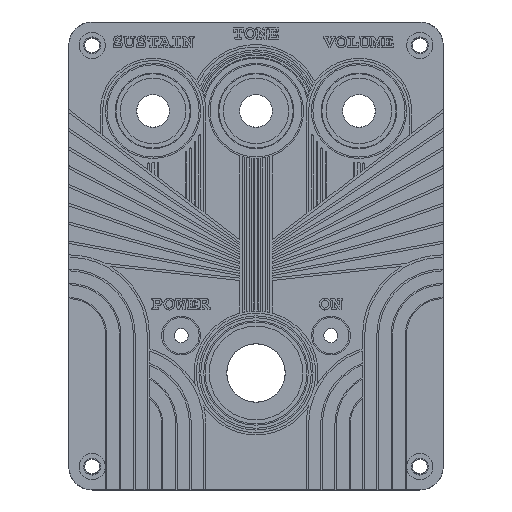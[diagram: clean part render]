
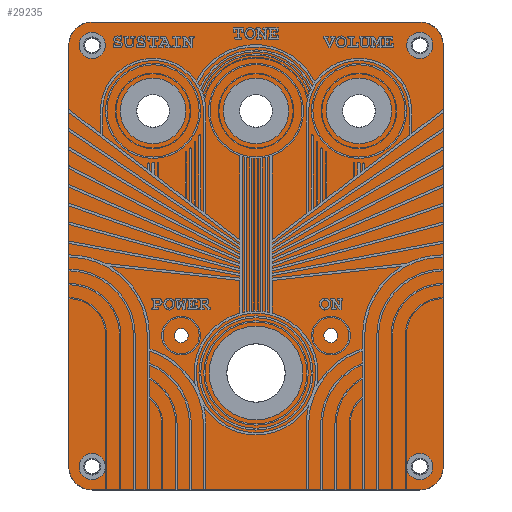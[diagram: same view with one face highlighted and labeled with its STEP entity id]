
A CAD part, top view. The second image highlights one B-rep face of the part: STEP entity #29235.
In plain terms, the highlighted planar face has unit normal (0, 0, 1).
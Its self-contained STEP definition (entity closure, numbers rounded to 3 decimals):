
#29235 = ADVANCED_FACE('',(#29236,#29370,#29381,#29392,#29403,#29414,
    #29425,#29436,#29447,#29458,#29469),#29480,.T.);
#29236 = FACE_BOUND('',#29237,.F.);
#29237 = EDGE_LOOP('',(#29238,#29249,#29257,#29265,#29273,#29282,#29290,
    #29298,#29306,#29315,#29323,#29331,#29339,#29348,#29356,#29364));
#29238 = ORIENTED_EDGE('',*,*,#29239,.T.);
#29239 = EDGE_CURVE('',#29240,#29242,#29244,.T.);
#29240 = VERTEX_POINT('',#29241);
#29241 = CARTESIAN_POINT('',(0.002,-4.782,1.56));
#29242 = VERTEX_POINT('',#29243);
#29243 = CARTESIAN_POINT('',(4.782,-0.002,1.56));
#29244 = CIRCLE('',#29245,5.002);
#29245 = AXIS2_PLACEMENT_3D('',#29246,#29247,#29248);
#29246 = CARTESIAN_POINT('',(5.,-5.,1.56));
#29247 = DIRECTION('',(0.,0.,-1.));
#29248 = DIRECTION('',(-0.999,0.044,0.));
#29249 = ORIENTED_EDGE('',*,*,#29250,.T.);
#29250 = EDGE_CURVE('',#29242,#29251,#29253,.T.);
#29251 = VERTEX_POINT('',#29252);
#29252 = CARTESIAN_POINT('',(5.,-0.,1.56));
#29253 = LINE('',#29254,#29255);
#29254 = CARTESIAN_POINT('',(4.782,-0.002,1.56));
#29255 = VECTOR('',#29256,1.);
#29256 = DIRECTION('',(1.,0.011,0.));
#29257 = ORIENTED_EDGE('',*,*,#29258,.T.);
#29258 = EDGE_CURVE('',#29251,#29259,#29261,.T.);
#29259 = VERTEX_POINT('',#29260);
#29260 = CARTESIAN_POINT('',(75.,-0.,1.56));
#29261 = LINE('',#29262,#29263);
#29262 = CARTESIAN_POINT('',(5.,-0.,1.56));
#29263 = VECTOR('',#29264,1.);
#29264 = DIRECTION('',(1.,0.,0.));
#29265 = ORIENTED_EDGE('',*,*,#29266,.T.);
#29266 = EDGE_CURVE('',#29259,#29267,#29269,.T.);
#29267 = VERTEX_POINT('',#29268);
#29268 = CARTESIAN_POINT('',(75.218,-0.002,1.56));
#29269 = LINE('',#29270,#29271);
#29270 = CARTESIAN_POINT('',(75.,-0.,1.56));
#29271 = VECTOR('',#29272,1.);
#29272 = DIRECTION('',(1.,-0.011,0.));
#29273 = ORIENTED_EDGE('',*,*,#29274,.T.);
#29274 = EDGE_CURVE('',#29267,#29275,#29277,.T.);
#29275 = VERTEX_POINT('',#29276);
#29276 = CARTESIAN_POINT('',(79.998,-4.782,1.56));
#29277 = CIRCLE('',#29278,5.002);
#29278 = AXIS2_PLACEMENT_3D('',#29279,#29280,#29281);
#29279 = CARTESIAN_POINT('',(75.,-5.,1.56));
#29280 = DIRECTION('',(0.,0.,-1.));
#29281 = DIRECTION('',(0.044,0.999,0.));
#29282 = ORIENTED_EDGE('',*,*,#29283,.T.);
#29283 = EDGE_CURVE('',#29275,#29284,#29286,.T.);
#29284 = VERTEX_POINT('',#29285);
#29285 = CARTESIAN_POINT('',(80.,-5.,1.56));
#29286 = LINE('',#29287,#29288);
#29287 = CARTESIAN_POINT('',(79.998,-4.782,1.56));
#29288 = VECTOR('',#29289,1.);
#29289 = DIRECTION('',(0.011,-1.,0.));
#29290 = ORIENTED_EDGE('',*,*,#29291,.T.);
#29291 = EDGE_CURVE('',#29284,#29292,#29294,.T.);
#29292 = VERTEX_POINT('',#29293);
#29293 = CARTESIAN_POINT('',(80.,-95.,1.56));
#29294 = LINE('',#29295,#29296);
#29295 = CARTESIAN_POINT('',(80.,-5.,1.56));
#29296 = VECTOR('',#29297,1.);
#29297 = DIRECTION('',(0.,-1.,0.));
#29298 = ORIENTED_EDGE('',*,*,#29299,.T.);
#29299 = EDGE_CURVE('',#29292,#29300,#29302,.T.);
#29300 = VERTEX_POINT('',#29301);
#29301 = CARTESIAN_POINT('',(79.998,-95.218,1.56));
#29302 = LINE('',#29303,#29304);
#29303 = CARTESIAN_POINT('',(80.,-95.,1.56));
#29304 = VECTOR('',#29305,1.);
#29305 = DIRECTION('',(-0.011,-1.,0.));
#29306 = ORIENTED_EDGE('',*,*,#29307,.T.);
#29307 = EDGE_CURVE('',#29300,#29308,#29310,.T.);
#29308 = VERTEX_POINT('',#29309);
#29309 = CARTESIAN_POINT('',(75.218,-99.998,1.56));
#29310 = CIRCLE('',#29311,5.002);
#29311 = AXIS2_PLACEMENT_3D('',#29312,#29313,#29314);
#29312 = CARTESIAN_POINT('',(75.,-95.,1.56));
#29313 = DIRECTION('',(0.,0.,-1.));
#29314 = DIRECTION('',(0.999,-0.044,0.));
#29315 = ORIENTED_EDGE('',*,*,#29316,.T.);
#29316 = EDGE_CURVE('',#29308,#29317,#29319,.T.);
#29317 = VERTEX_POINT('',#29318);
#29318 = CARTESIAN_POINT('',(75.,-100.,1.56));
#29319 = LINE('',#29320,#29321);
#29320 = CARTESIAN_POINT('',(75.218,-99.998,1.56));
#29321 = VECTOR('',#29322,1.);
#29322 = DIRECTION('',(-1.,-0.011,0.));
#29323 = ORIENTED_EDGE('',*,*,#29324,.T.);
#29324 = EDGE_CURVE('',#29317,#29325,#29327,.T.);
#29325 = VERTEX_POINT('',#29326);
#29326 = CARTESIAN_POINT('',(5.,-100.,1.56));
#29327 = LINE('',#29328,#29329);
#29328 = CARTESIAN_POINT('',(75.,-100.,1.56));
#29329 = VECTOR('',#29330,1.);
#29330 = DIRECTION('',(-1.,0.,0.));
#29331 = ORIENTED_EDGE('',*,*,#29332,.T.);
#29332 = EDGE_CURVE('',#29325,#29333,#29335,.T.);
#29333 = VERTEX_POINT('',#29334);
#29334 = CARTESIAN_POINT('',(4.782,-99.998,1.56));
#29335 = LINE('',#29336,#29337);
#29336 = CARTESIAN_POINT('',(5.,-100.,1.56));
#29337 = VECTOR('',#29338,1.);
#29338 = DIRECTION('',(-1.,0.011,0.));
#29339 = ORIENTED_EDGE('',*,*,#29340,.T.);
#29340 = EDGE_CURVE('',#29333,#29341,#29343,.T.);
#29341 = VERTEX_POINT('',#29342);
#29342 = CARTESIAN_POINT('',(0.002,-95.218,1.56));
#29343 = CIRCLE('',#29344,5.002);
#29344 = AXIS2_PLACEMENT_3D('',#29345,#29346,#29347);
#29345 = CARTESIAN_POINT('',(5.,-95.,1.56));
#29346 = DIRECTION('',(0.,0.,-1.));
#29347 = DIRECTION('',(-0.044,-0.999,-0.));
#29348 = ORIENTED_EDGE('',*,*,#29349,.T.);
#29349 = EDGE_CURVE('',#29341,#29350,#29352,.T.);
#29350 = VERTEX_POINT('',#29351);
#29351 = CARTESIAN_POINT('',(0.,-95.,1.56));
#29352 = LINE('',#29353,#29354);
#29353 = CARTESIAN_POINT('',(0.002,-95.218,1.56));
#29354 = VECTOR('',#29355,1.);
#29355 = DIRECTION('',(-0.011,1.,0.));
#29356 = ORIENTED_EDGE('',*,*,#29357,.T.);
#29357 = EDGE_CURVE('',#29350,#29358,#29360,.T.);
#29358 = VERTEX_POINT('',#29359);
#29359 = CARTESIAN_POINT('',(0.,-5.,1.56));
#29360 = LINE('',#29361,#29362);
#29361 = CARTESIAN_POINT('',(0.,-95.,1.56));
#29362 = VECTOR('',#29363,1.);
#29363 = DIRECTION('',(0.,1.,0.));
#29364 = ORIENTED_EDGE('',*,*,#29365,.T.);
#29365 = EDGE_CURVE('',#29358,#29240,#29366,.T.);
#29366 = LINE('',#29367,#29368);
#29367 = CARTESIAN_POINT('',(0.,-5.,1.56));
#29368 = VECTOR('',#29369,1.);
#29369 = DIRECTION('',(0.011,1.,0.));
#29370 = FACE_BOUND('',#29371,.F.);
#29371 = EDGE_LOOP('',(#29372));
#29372 = ORIENTED_EDGE('',*,*,#29373,.T.);
#29373 = EDGE_CURVE('',#29374,#29374,#29376,.T.);
#29374 = VERTEX_POINT('',#29375);
#29375 = CARTESIAN_POINT('',(7.8,-95.,1.56));
#29376 = CIRCLE('',#29377,2.8);
#29377 = AXIS2_PLACEMENT_3D('',#29378,#29379,#29380);
#29378 = CARTESIAN_POINT('',(5.,-95.,1.56));
#29379 = DIRECTION('',(0.,0.,1.));
#29380 = DIRECTION('',(1.,0.,-0.));
#29381 = FACE_BOUND('',#29382,.F.);
#29382 = EDGE_LOOP('',(#29383));
#29383 = ORIENTED_EDGE('',*,*,#29384,.T.);
#29384 = EDGE_CURVE('',#29385,#29385,#29387,.T.);
#29385 = VERTEX_POINT('',#29386);
#29386 = CARTESIAN_POINT('',(77.8,-95.,1.56));
#29387 = CIRCLE('',#29388,2.8);
#29388 = AXIS2_PLACEMENT_3D('',#29389,#29390,#29391);
#29389 = CARTESIAN_POINT('',(75.,-95.,1.56));
#29390 = DIRECTION('',(0.,0.,1.));
#29391 = DIRECTION('',(1.,0.,-0.));
#29392 = FACE_BOUND('',#29393,.F.);
#29393 = EDGE_LOOP('',(#29394));
#29394 = ORIENTED_EDGE('',*,*,#29395,.T.);
#29395 = EDGE_CURVE('',#29396,#29396,#29398,.T.);
#29396 = VERTEX_POINT('',#29397);
#29397 = CARTESIAN_POINT('',(50.,-75.,1.56));
#29398 = CIRCLE('',#29399,10.);
#29399 = AXIS2_PLACEMENT_3D('',#29400,#29401,#29402);
#29400 = CARTESIAN_POINT('',(40.,-75.,1.56));
#29401 = DIRECTION('',(0.,0.,1.));
#29402 = DIRECTION('',(1.,0.,-0.));
#29403 = FACE_BOUND('',#29404,.F.);
#29404 = EDGE_LOOP('',(#29405));
#29405 = ORIENTED_EDGE('',*,*,#29406,.T.);
#29406 = EDGE_CURVE('',#29407,#29407,#29409,.T.);
#29407 = VERTEX_POINT('',#29408);
#29408 = CARTESIAN_POINT('',(25.5,-67.,1.56));
#29409 = CIRCLE('',#29410,1.5);
#29410 = AXIS2_PLACEMENT_3D('',#29411,#29412,#29413);
#29411 = CARTESIAN_POINT('',(24.,-67.,1.56));
#29412 = DIRECTION('',(0.,0.,1.));
#29413 = DIRECTION('',(1.,0.,-0.));
#29414 = FACE_BOUND('',#29415,.F.);
#29415 = EDGE_LOOP('',(#29416));
#29416 = ORIENTED_EDGE('',*,*,#29417,.T.);
#29417 = EDGE_CURVE('',#29418,#29418,#29420,.T.);
#29418 = VERTEX_POINT('',#29419);
#29419 = CARTESIAN_POINT('',(57.5,-67.,1.56));
#29420 = CIRCLE('',#29421,1.5);
#29421 = AXIS2_PLACEMENT_3D('',#29422,#29423,#29424);
#29422 = CARTESIAN_POINT('',(56.,-67.,1.56));
#29423 = DIRECTION('',(0.,0.,1.));
#29424 = DIRECTION('',(1.,0.,-0.));
#29425 = FACE_BOUND('',#29426,.F.);
#29426 = EDGE_LOOP('',(#29427));
#29427 = ORIENTED_EDGE('',*,*,#29428,.T.);
#29428 = EDGE_CURVE('',#29429,#29429,#29431,.T.);
#29429 = VERTEX_POINT('',#29430);
#29430 = CARTESIAN_POINT('',(25.,-19.,1.56));
#29431 = CIRCLE('',#29432,7.);
#29432 = AXIS2_PLACEMENT_3D('',#29433,#29434,#29435);
#29433 = CARTESIAN_POINT('',(18.,-19.,1.56));
#29434 = DIRECTION('',(0.,0.,1.));
#29435 = DIRECTION('',(1.,0.,-0.));
#29436 = FACE_BOUND('',#29437,.F.);
#29437 = EDGE_LOOP('',(#29438));
#29438 = ORIENTED_EDGE('',*,*,#29439,.T.);
#29439 = EDGE_CURVE('',#29440,#29440,#29442,.T.);
#29440 = VERTEX_POINT('',#29441);
#29441 = CARTESIAN_POINT('',(47.,-19.,1.56));
#29442 = CIRCLE('',#29443,7.);
#29443 = AXIS2_PLACEMENT_3D('',#29444,#29445,#29446);
#29444 = CARTESIAN_POINT('',(40.,-19.,1.56));
#29445 = DIRECTION('',(0.,0.,1.));
#29446 = DIRECTION('',(1.,0.,-0.));
#29447 = FACE_BOUND('',#29448,.F.);
#29448 = EDGE_LOOP('',(#29449));
#29449 = ORIENTED_EDGE('',*,*,#29450,.T.);
#29450 = EDGE_CURVE('',#29451,#29451,#29453,.T.);
#29451 = VERTEX_POINT('',#29452);
#29452 = CARTESIAN_POINT('',(69.,-19.,1.56));
#29453 = CIRCLE('',#29454,7.);
#29454 = AXIS2_PLACEMENT_3D('',#29455,#29456,#29457);
#29455 = CARTESIAN_POINT('',(62.,-19.,1.56));
#29456 = DIRECTION('',(0.,0.,1.));
#29457 = DIRECTION('',(1.,0.,-0.));
#29458 = FACE_BOUND('',#29459,.F.);
#29459 = EDGE_LOOP('',(#29460));
#29460 = ORIENTED_EDGE('',*,*,#29461,.T.);
#29461 = EDGE_CURVE('',#29462,#29462,#29464,.T.);
#29462 = VERTEX_POINT('',#29463);
#29463 = CARTESIAN_POINT('',(7.8,-5.,1.56));
#29464 = CIRCLE('',#29465,2.8);
#29465 = AXIS2_PLACEMENT_3D('',#29466,#29467,#29468);
#29466 = CARTESIAN_POINT('',(5.,-5.,1.56));
#29467 = DIRECTION('',(0.,0.,1.));
#29468 = DIRECTION('',(1.,0.,-0.));
#29469 = FACE_BOUND('',#29470,.F.);
#29470 = EDGE_LOOP('',(#29471));
#29471 = ORIENTED_EDGE('',*,*,#29472,.T.);
#29472 = EDGE_CURVE('',#29473,#29473,#29475,.T.);
#29473 = VERTEX_POINT('',#29474);
#29474 = CARTESIAN_POINT('',(77.8,-5.,1.56));
#29475 = CIRCLE('',#29476,2.8);
#29476 = AXIS2_PLACEMENT_3D('',#29477,#29478,#29479);
#29477 = CARTESIAN_POINT('',(75.,-5.,1.56));
#29478 = DIRECTION('',(0.,0.,1.));
#29479 = DIRECTION('',(1.,0.,-0.));
#29480 = PLANE('',#29481);
#29481 = AXIS2_PLACEMENT_3D('',#29482,#29483,#29484);
#29482 = CARTESIAN_POINT('',(0.,0.,1.56));
#29483 = DIRECTION('',(0.,0.,1.));
#29484 = DIRECTION('',(1.,0.,-0.));
